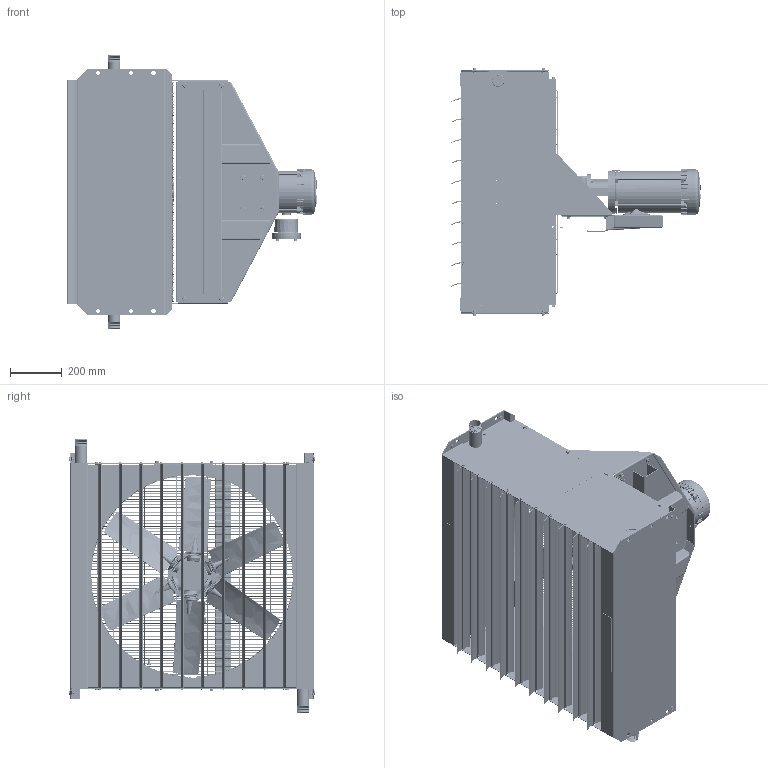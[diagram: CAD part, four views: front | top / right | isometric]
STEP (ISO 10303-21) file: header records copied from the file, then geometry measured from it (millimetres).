
FILE_DESCRIPTION (( 'STEP AP214' ), '1' );
FILE_NAME ('HHP2-30-GA.step', '2018-02-13T21:19:31', ( 'jose' ), ( 'Microsoft' ), 'SwSTEP 2.0', 'SolidWorks 2018', '' );
FILE_SCHEMA (( 'AUTOMOTIVE_DESIGN' ));
Length unit declared in the file: inch
Products named in the file (1): HHP2-30-GA
Bounding box: 964.2 x 954.38 x 1063.62 mm (x, y, z)
Surface area: 9639295 mm2 (no closed solid volume)
Topology: 0 solids, 692 shells, 4238 faces, 14397 edges, 10212 vertices
Faces by surface type: cylinder 1623, plane 1151, cone 687, torus 602, bspline 167, sphere 8
Entity records: 243149 total; most frequent: CARTESIAN_POINT 67266, DIRECTION 26211, ORIENTED_EDGE 21368, EDGE_CURVE 14394, AXIS2_PLACEMENT_3D 10561, VERTEX_POINT 10212, CIRCLE 6489, VECTOR 5089
